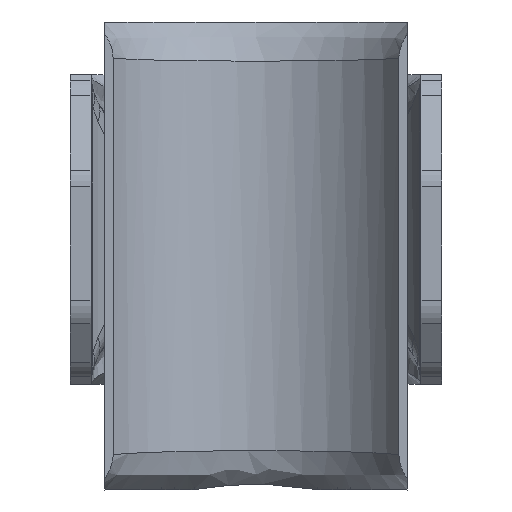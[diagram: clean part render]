
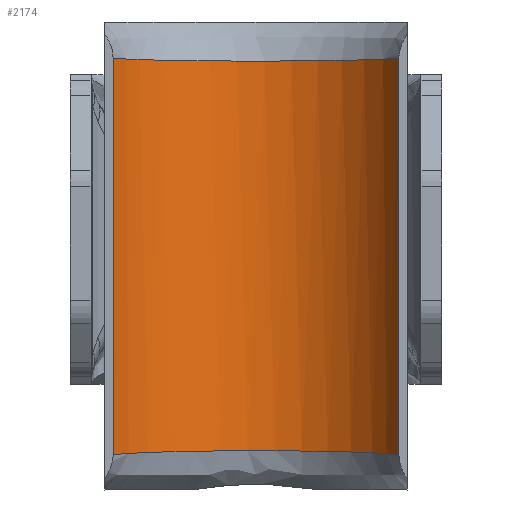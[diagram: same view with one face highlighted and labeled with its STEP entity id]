
A CAD part, front view. The second image highlights one B-rep face of the part: STEP entity #2174.
In plain terms, the highlighted cylindrical face has radius 12 mm (diameter 24 mm), a partial arc.
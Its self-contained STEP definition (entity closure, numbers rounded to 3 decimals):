
#9 = CARTESIAN_POINT ( 'NONE',  ( 7.51, -2.637, 14.265 ) ) ;
#224 = CARTESIAN_POINT ( 'NONE',  ( 3.603, -0.542, 14.189 ) ) ;
#297 = CARTESIAN_POINT ( 'NONE',  ( 1.051, 0.001, 14.172 ) ) ;
#308 = CARTESIAN_POINT ( 'NONE',  ( 8.119, -3.16, -14.286 ) ) ;
#386 = VERTEX_POINT ( 'NONE', #764 ) ;
#764 = CARTESIAN_POINT ( 'NONE',  ( -10.392, -6., 14.417 ) ) ;
#1107 = CARTESIAN_POINT ( 'NONE',  ( 5.076, -1.114, 14.209 ) ) ;
#1188 = VECTOR ( 'NONE', #7967, 1000. ) ;
#1259 = CARTESIAN_POINT ( 'NONE',  ( -2.099, -0.139, 14.176 ) ) ;
#1326 = CARTESIAN_POINT ( 'NONE',  ( 10.128, -5.542, 14.394 ) ) ;
#1406 = CARTESIAN_POINT ( 'NONE',  ( 5.088, -1.12, -14.209 ) ) ;
#2167 = ORIENTED_EDGE ( 'NONE', *, *, #11196, .T. ) ;
#2174 = ADVANCED_FACE ( 'NONE', ( #12460 ), #6674, .F. ) ;
#2252 = DIRECTION ( 'NONE',  ( -1., 0., 0. ) ) ;
#2355 = CARTESIAN_POINT ( 'NONE',  ( 8.854, -3.883, 14.317 ) ) ;
#2423 = CARTESIAN_POINT ( 'NONE',  ( -7.73, -2.806, 14.272 ) ) ;
#2430 = CARTESIAN_POINT ( 'NONE',  ( 6.459, -1.873, -14.236 ) ) ;
#2495 = CARTESIAN_POINT ( 'NONE',  ( -5.089, -1.12, 14.209 ) ) ;
#2503 = CARTESIAN_POINT ( 'NONE',  ( -8.854, -3.883, -14.317 ) ) ;
#2545 = ORIENTED_EDGE ( 'NONE', *, *, #4078, .T. ) ;
#2576 = CARTESIAN_POINT ( 'NONE',  ( -7.719, -2.797, -14.272 ) ) ;
#2649 = CARTESIAN_POINT ( 'NONE',  ( 9.23, -4.26, -14.333 ) ) ;
#2716 = CARTESIAN_POINT ( 'NONE',  ( -2.085, -0.136, -14.176 ) ) ;
#3057 = VERTEX_POINT ( 'NONE', #9060 ) ;
#3114 = EDGE_CURVE ( 'NONE', #10922, #12313, #11479, .T. ) ;
#3515 = CARTESIAN_POINT ( 'NONE',  ( 4.106, -0.712, 14.195 ) ) ;
#3584 = CARTESIAN_POINT ( 'NONE',  ( 8.109, -3.151, 14.286 ) ) ;
#3651 = CARTESIAN_POINT ( 'NONE',  ( -4.12, -0.717, 14.195 ) ) ;
#3676 = CARTESIAN_POINT ( 'NONE',  ( 10.392, -6., 17. ) ) ;
#3765 = EDGE_LOOP ( 'NONE', ( #2545, #12791, #13021, #2167 ) ) ;
#3809 = CARTESIAN_POINT ( 'NONE',  ( -6.447, -1.866, -14.236 ) ) ;
#3879 = CARTESIAN_POINT ( 'NONE',  ( 2.099, -0.139, -14.176 ) ) ;
#4078 = EDGE_CURVE ( 'NONE', #386, #3057, #11268, .T. ) ;
#4204 = VECTOR ( 'NONE', #8029, 1000. ) ;
#4745 = CARTESIAN_POINT ( 'NONE',  ( -9.23, -4.261, 14.333 ) ) ;
#4752 = CARTESIAN_POINT ( 'NONE',  ( 10.392, -6., -14.417 ) ) ;
#4791 = B_SPLINE_CURVE_WITH_KNOTS ( 'NONE', 3,
 ( #10133, #1326, #5752, #8964, #2355, #13438, #3584, #10202, #9, #7866, #13373, #6772, #1107, #3515, #224, #13509, #297, #11238, #1259, #5687, #3651, #2495, #8005, #7937, #12410, #2423, #6843, #4745, #12477, #6909 ),
 .UNSPECIFIED., .F., .F.,
 ( 4, 2, 2, 2, 2, 2, 2, 2, 2, 2, 2, 2, 2, 2, 4 ),
 ( 0., 0.002, 0.003, 0.004, 0.005, 0.006, 0.008, 0.01, 0.013, 0.016, 0.017, 0.019, 0.021, 0.022, 0.025 ),
 .UNSPECIFIED. ) ;
#4972 = CARTESIAN_POINT ( 'NONE',  ( -10.128, -5.542, -14.394 ) ) ;
#5687 = CARTESIAN_POINT ( 'NONE',  ( -3.617, -0.546, 14.189 ) ) ;
#5752 = CARTESIAN_POINT ( 'NONE',  ( 9.834, -5.104, 14.373 ) ) ;
#5832 = CARTESIAN_POINT ( 'NONE',  ( -6.883, -2.156, -14.246 ) ) ;
#6674 = CYLINDRICAL_SURFACE ( 'NONE', #9534, 12. ) ;
#6772 = CARTESIAN_POINT ( 'NONE',  ( 5.544, -1.345, 14.217 ) ) ;
#6843 = CARTESIAN_POINT ( 'NONE',  ( -8.126, -3.155, 14.286 ) ) ;
#6850 = CARTESIAN_POINT ( 'NONE',  ( 6.894, -2.164, -14.247 ) ) ;
#6868 = CARTESIAN_POINT ( 'NONE',  ( -10.392, -6., 17. ) ) ;
#6909 = CARTESIAN_POINT ( 'NONE',  ( -10.392, -6., 14.417 ) ) ;
#6916 = CARTESIAN_POINT ( 'NONE',  ( -4.107, -0.712, -14.195 ) ) ;
#6992 = CARTESIAN_POINT ( 'NONE',  ( -5.076, -1.114, -14.209 ) ) ;
#7064 = CARTESIAN_POINT ( 'NONE',  ( -3.603, -0.542, -14.189 ) ) ;
#7137 = CARTESIAN_POINT ( 'NONE',  ( 3.616, -0.546, -14.189 ) ) ;
#7866 = CARTESIAN_POINT ( 'NONE',  ( 6.882, -2.156, 14.246 ) ) ;
#7937 = CARTESIAN_POINT ( 'NONE',  ( -6.459, -1.873, 14.236 ) ) ;
#7967 = DIRECTION ( 'NONE',  ( 0., 0., -1. ) ) ;
#8005 = CARTESIAN_POINT ( 'NONE',  ( -5.556, -1.351, 14.217 ) ) ;
#8029 = DIRECTION ( 'NONE',  ( 0., 0., -1. ) ) ;
#8080 = CARTESIAN_POINT ( 'NONE',  ( -8.116, -3.145, -14.286 ) ) ;
#8232 = CARTESIAN_POINT ( 'NONE',  ( -5.544, -1.345, -14.217 ) ) ;
#8303 = CARTESIAN_POINT ( 'NONE',  ( 5.556, -1.351, -14.217 ) ) ;
#8528 = CARTESIAN_POINT ( 'NONE',  ( 10.392, -6., 14.417 ) ) ;
#8964 = CARTESIAN_POINT ( 'NONE',  ( 9.198, -4.275, 14.334 ) ) ;
#9060 = CARTESIAN_POINT ( 'NONE',  ( -10.392, -6., -14.417 ) ) ;
#9252 = CARTESIAN_POINT ( 'NONE',  ( 8.31, -3.339, -14.294 ) ) ;
#9401 = CARTESIAN_POINT ( 'NONE',  ( -1.05, 0.001, -14.172 ) ) ;
#9534 = AXIS2_PLACEMENT_3D ( 'NONE', #13418, #12527, #2252 ) ;
#10133 = CARTESIAN_POINT ( 'NONE',  ( 10.392, -6., 14.417 ) ) ;
#10202 = CARTESIAN_POINT ( 'NONE',  ( 7.715, -2.805, 14.272 ) ) ;
#10210 = CARTESIAN_POINT ( 'NONE',  ( 9.864, -5.085, -14.37 ) ) ;
#10291 = CARTESIAN_POINT ( 'NONE',  ( 7.725, -2.814, -14.272 ) ) ;
#10563 = CARTESIAN_POINT ( 'NONE',  ( 10.392, -6., -14.417 ) ) ;
#10922 = VERTEX_POINT ( 'NONE', #8528 ) ;
#11196 = EDGE_CURVE ( 'NONE', #10922, #386, #4791, .T. ) ;
#11238 = CARTESIAN_POINT ( 'NONE',  ( -1.065, -0.001, 14.172 ) ) ;
#11268 = LINE ( 'NONE', #6868, #1188 ) ;
#11386 = CARTESIAN_POINT ( 'NONE',  ( 4.119, -0.717, -14.195 ) ) ;
#11414 = B_SPLINE_CURVE_WITH_KNOTS ( 'NONE', 3,
 ( #11535, #4972, #12705, #13809, #2503, #8080, #2576, #5832, #3809, #8232, #6992, #6916, #7064, #2716, #9401, #13883, #3879, #7137, #11386, #1406, #8303, #2430, #6850, #11607, #10291, #308, #9252, #2649, #10210, #4752 ),
 .UNSPECIFIED., .F., .F.,
 ( 4, 2, 2, 2, 2, 2, 2, 2, 2, 2, 2, 2, 2, 2, 4 ),
 ( 0., 0.002, 0.003, 0.005, 0.006, 0.008, 0.01, 0.013, 0.016, 0.017, 0.019, 0.021, 0.021, 0.022, 0.025 ),
 .UNSPECIFIED. ) ;
#11479 = LINE ( 'NONE', #3676, #4204 ) ;
#11535 = CARTESIAN_POINT ( 'NONE',  ( -10.392, -6., -14.417 ) ) ;
#11607 = CARTESIAN_POINT ( 'NONE',  ( 7.521, -2.645, -14.266 ) ) ;
#12313 = VERTEX_POINT ( 'NONE', #10563 ) ;
#12410 = CARTESIAN_POINT ( 'NONE',  ( -6.894, -2.164, 14.247 ) ) ;
#12460 = FACE_OUTER_BOUND ( 'NONE', #3765, .T. ) ;
#12477 = CARTESIAN_POINT ( 'NONE',  ( -9.864, -5.085, 14.37 ) ) ;
#12527 = DIRECTION ( 'NONE',  ( 0., 0., -1. ) ) ;
#12705 = CARTESIAN_POINT ( 'NONE',  ( -9.834, -5.104, -14.373 ) ) ;
#12791 = ORIENTED_EDGE ( 'NONE', *, *, #13534, .T. ) ;
#13021 = ORIENTED_EDGE ( 'NONE', *, *, #3114, .F. ) ;
#13373 = CARTESIAN_POINT ( 'NONE',  ( 6.447, -1.866, 14.236 ) ) ;
#13418 = CARTESIAN_POINT ( 'NONE',  ( 0., -12., 17. ) ) ;
#13438 = CARTESIAN_POINT ( 'NONE',  ( 8.3, -3.33, 14.293 ) ) ;
#13509 = CARTESIAN_POINT ( 'NONE',  ( 2.085, -0.136, 14.176 ) ) ;
#13534 = EDGE_CURVE ( 'NONE', #3057, #12313, #11414, .T. ) ;
#13809 = CARTESIAN_POINT ( 'NONE',  ( -9.198, -4.275, -14.334 ) ) ;
#13883 = CARTESIAN_POINT ( 'NONE',  ( 1.065, -0.001, -14.172 ) ) ;
